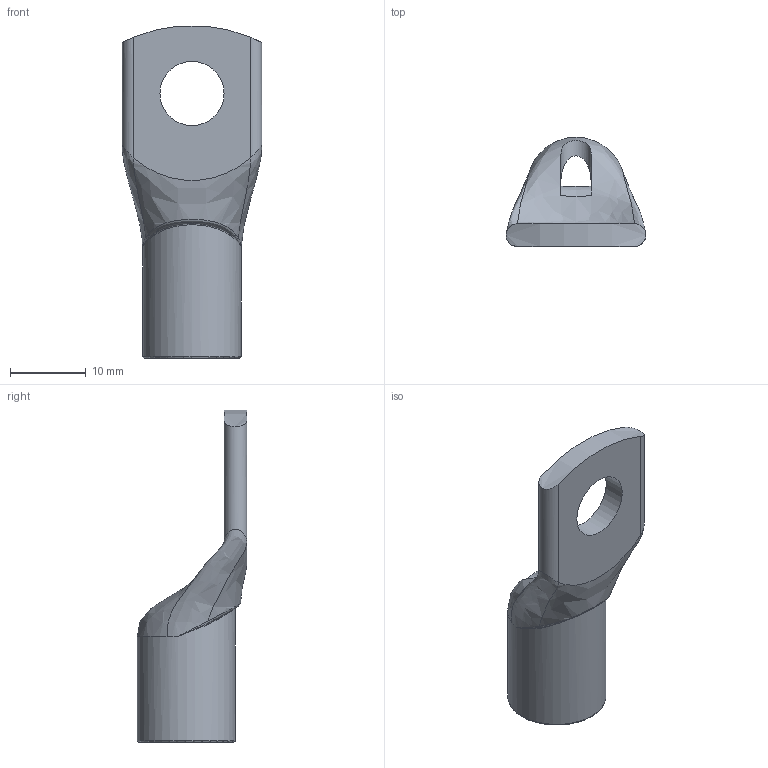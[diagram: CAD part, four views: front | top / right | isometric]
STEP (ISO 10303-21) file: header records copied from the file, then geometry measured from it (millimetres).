
FILE_DESCRIPTION((''),'2;1');
FILE_NAME('PK35-8.stp','2016-02-12T07:49:35',(''),(''),'Autodesk Inventor 2010','Autodesk Inventor 2010','');
FILE_SCHEMA(('AUTOMOTIVE_DESIGN { 1 0 10303 214 1 1 1 1 }'));
Length unit declared in the file: millimetre
Products named in the file (1): PK35-8
Bounding box: 18.5 x 14.5 x 43.96 mm (x, y, z)
Volume: 2565.7 mm3; surface area: 2525 mm2
Topology: 1 solids, 1 shells, 182 faces, 497 edges, 327 vertices
Faces by surface type: plane 78, bspline 66, cylinder 36, torus 1, cone 1
Full cylindrical faces by diameter (mm): 8.5 x1, 9 x1, 13 x1
Entity records: 7126 total; most frequent: CARTESIAN_POINT 2913, ORIENTED_EDGE 976, DIRECTION 670, EDGE_CURVE 488, VERTEX_POINT 325, VECTOR 262, LINE 262, AXIS2_PLACEMENT_3D 204
